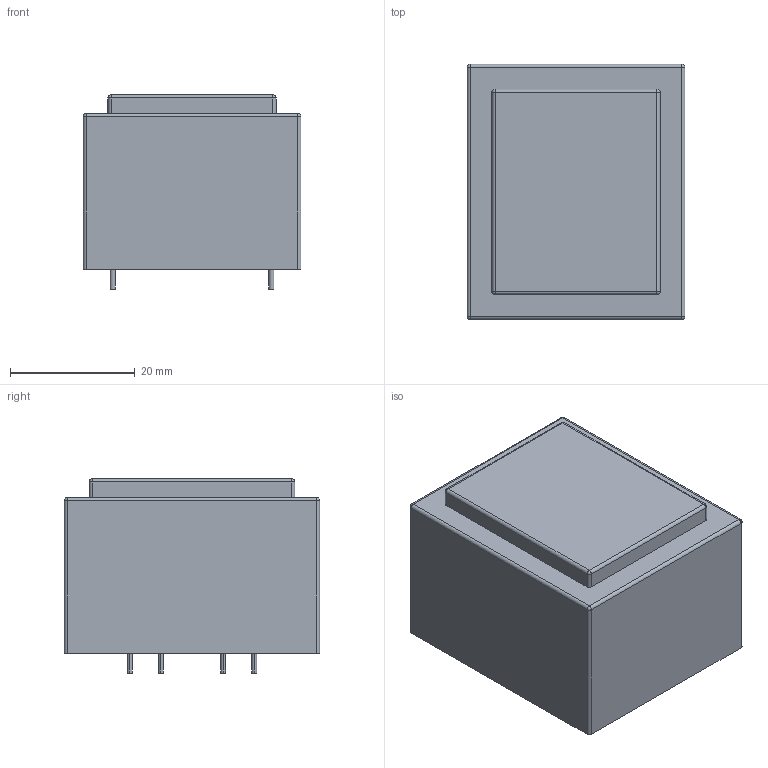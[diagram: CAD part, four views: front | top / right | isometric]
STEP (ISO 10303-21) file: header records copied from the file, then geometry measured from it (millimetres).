
FILE_DESCRIPTION((''),'2;1');
FILE_NAME('XFMR_CLAIRTRONIC_14102.stp','2013-11-11T10:34:16',(''),(''),'Mechanical Desktop 2011','Mechanical Desktop 2011',', , ');
FILE_SCHEMA(('AUTOMOTIVE_DESIGN { 1 2 10303 214 1 1 1 1 }'));
Length unit declared in the file: millimetre
Products named in the file (1): Product
Bounding box: 35 x 41 x 31.2 mm (x, y, z)
Volume: 38537.2 mm3; surface area: 8783.2 mm2
Topology: 8 solids, 8 shells, 60 faces, 116 edges, 64 vertices
Faces by surface type: cylinder 28, plane 24, sphere 8
Entity records: 1501 total; most frequent: DIRECTION 286, CARTESIAN_POINT 233, ORIENTED_EDGE 216, AXIS2_PLACEMENT_3D 117, EDGE_CURVE 108, VERTEX_POINT 64, EDGE_LOOP 60, FACE_OUTER_BOUND 60
